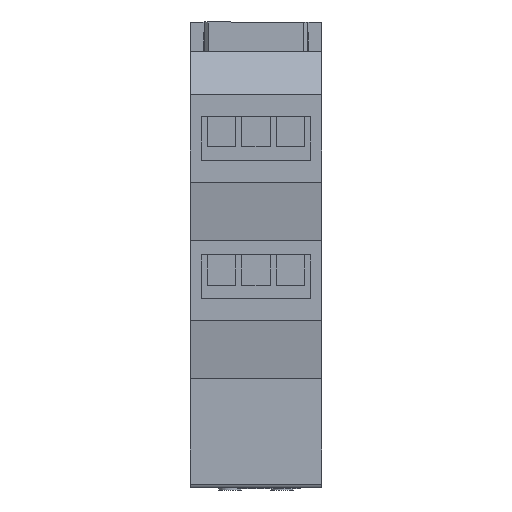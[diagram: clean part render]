
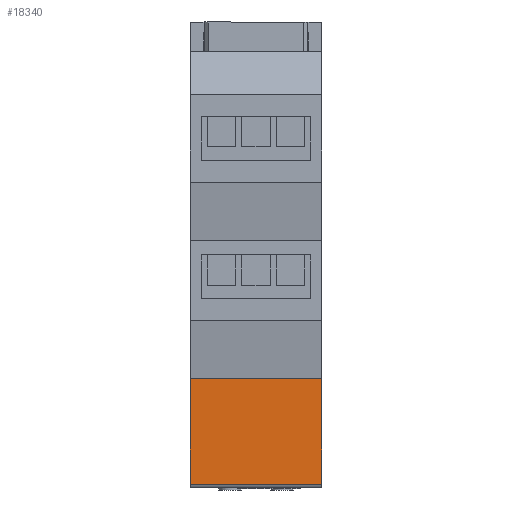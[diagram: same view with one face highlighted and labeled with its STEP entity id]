
A CAD part, front view. The second image highlights one B-rep face of the part: STEP entity #18340.
In plain terms, the highlighted planar face has unit normal (0, -1, 0).
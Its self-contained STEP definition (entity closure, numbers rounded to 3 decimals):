
#154 = VECTOR ( 'NONE', #16602, 1000. ) ;
#931 = AXIS2_PLACEMENT_3D ( 'NONE', #1819, #12952, #4149 ) ;
#1263 = ORIENTED_EDGE ( 'NONE', *, *, #5706, .T. ) ;
#1739 = DIRECTION ( 'NONE',  ( 0., 0., 1. ) ) ;
#1819 = CARTESIAN_POINT ( 'NONE',  ( 9., -22.5, -45. ) ) ;
#1849 = CARTESIAN_POINT ( 'NONE',  ( -9., -22.5, -45. ) ) ;
#4118 = ORIENTED_EDGE ( 'NONE', *, *, #21107, .F. ) ;
#4149 = DIRECTION ( 'NONE',  ( 0., 0., 1. ) ) ;
#4488 = VERTEX_POINT ( 'NONE', #17132 ) ;
#5208 = DIRECTION ( 'NONE',  ( -1., 0., 0. ) ) ;
#5706 = EDGE_CURVE ( 'NONE', #4488, #11682, #19942, .T. ) ;
#7688 = CARTESIAN_POINT ( 'NONE',  ( -9., -22.5, -59.5 ) ) ;
#9081 = CARTESIAN_POINT ( 'NONE',  ( 9., -22.5, -59.5 ) ) ;
#9465 = LINE ( 'NONE', #23714, #17770 ) ;
#10933 = VECTOR ( 'NONE', #17393, 1000. ) ;
#11345 = ORIENTED_EDGE ( 'NONE', *, *, #15520, .F. ) ;
#11682 = VERTEX_POINT ( 'NONE', #1849 ) ;
#11806 = EDGE_CURVE ( 'NONE', #13218, #27660, #26824, .T. ) ;
#12279 = VECTOR ( 'NONE', #5208, 1000. ) ;
#12952 = DIRECTION ( 'NONE',  ( 0., 1., 0. ) ) ;
#13218 = VERTEX_POINT ( 'NONE', #9081 ) ;
#15520 = EDGE_CURVE ( 'NONE', #27660, #11682, #9465, .T. ) ;
#16602 = DIRECTION ( 'NONE',  ( -1., 0., 0. ) ) ;
#17132 = CARTESIAN_POINT ( 'NONE',  ( 9., -22.5, -45. ) ) ;
#17393 = DIRECTION ( 'NONE',  ( 0., 0., -1. ) ) ;
#17770 = VECTOR ( 'NONE', #1739, 1000. ) ;
#17949 = EDGE_LOOP ( 'NONE', ( #22885, #4118, #1263, #11345 ) ) ;
#18340 = ADVANCED_FACE ( 'NONE', ( #24228 ), #26197, .F. ) ;
#19629 = CARTESIAN_POINT ( 'NONE',  ( 9., -22.5, -45. ) ) ;
#19942 = LINE ( 'NONE', #28346, #154 ) ;
#20975 = CARTESIAN_POINT ( 'NONE',  ( 9., -22.5, -59.5 ) ) ;
#21107 = EDGE_CURVE ( 'NONE', #4488, #13218, #27517, .T. ) ;
#22885 = ORIENTED_EDGE ( 'NONE', *, *, #11806, .F. ) ;
#23714 = CARTESIAN_POINT ( 'NONE',  ( -9., -22.5, 0. ) ) ;
#24228 = FACE_OUTER_BOUND ( 'NONE', #17949, .T. ) ;
#26197 = PLANE ( 'NONE',  #931 ) ;
#26824 = LINE ( 'NONE', #20975, #12279 ) ;
#27517 = LINE ( 'NONE', #19629, #10933 ) ;
#27660 = VERTEX_POINT ( 'NONE', #7688 ) ;
#28346 = CARTESIAN_POINT ( 'NONE',  ( 9., -22.5, -45. ) ) ;
